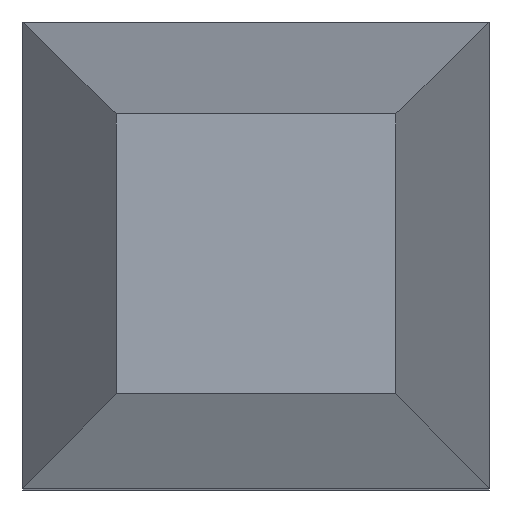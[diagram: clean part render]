
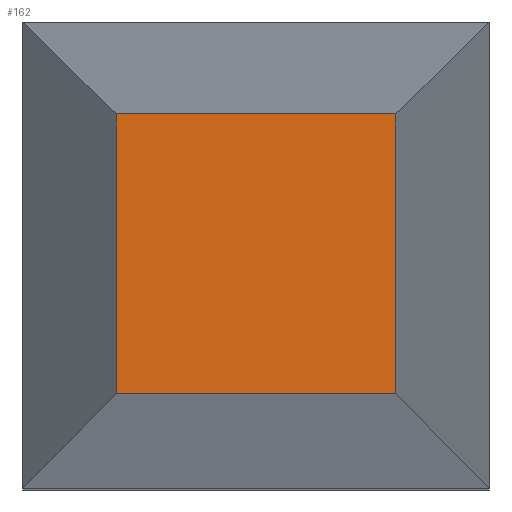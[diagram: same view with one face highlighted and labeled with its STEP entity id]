
A CAD part, top view. The second image highlights one B-rep face of the part: STEP entity #162.
In plain terms, the highlighted planar face has unit normal (0, 0, 1).
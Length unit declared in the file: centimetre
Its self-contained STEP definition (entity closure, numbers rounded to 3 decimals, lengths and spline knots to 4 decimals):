
#20=FACE_OUTER_BOUND('',#30,.T.);
#30=EDGE_LOOP('',(#127,#128,#129,#130));
#47=LINE('',#262,#67);
#48=LINE('',#264,#68);
#49=LINE('',#266,#69);
#50=LINE('',#267,#70);
#67=VECTOR('',#217,1.);
#68=VECTOR('',#218,1.);
#69=VECTOR('',#219,1.);
#70=VECTOR('',#220,1.);
#83=VERTEX_POINT('',#260);
#84=VERTEX_POINT('',#261);
#85=VERTEX_POINT('',#263);
#86=VERTEX_POINT('',#265);
#99=EDGE_CURVE('',#83,#84,#47,.T.);
#100=EDGE_CURVE('',#85,#83,#48,.T.);
#101=EDGE_CURVE('',#86,#85,#49,.T.);
#102=EDGE_CURVE('',#84,#86,#50,.T.);
#127=ORIENTED_EDGE('',*,*,#99,.F.);
#128=ORIENTED_EDGE('',*,*,#100,.F.);
#129=ORIENTED_EDGE('',*,*,#101,.F.);
#130=ORIENTED_EDGE('',*,*,#102,.F.);
#152=PLANE('',#186);
#162=ADVANCED_FACE('',(#20),#152,.T.);
#186=AXIS2_PLACEMENT_3D('',#259,#215,#216);
#215=DIRECTION('center_axis',(0.,0.,1.));
#216=DIRECTION('ref_axis',(1.,0.,0.));
#217=DIRECTION('',(-1.,0.,0.));
#218=DIRECTION('',(0.,-1.,0.));
#219=DIRECTION('',(1.,0.,0.));
#220=DIRECTION('',(0.,1.,0.));
#259=CARTESIAN_POINT('Origin',(0.75,0.75,0.));
#260=CARTESIAN_POINT('',(1.5,0.,0.));
#261=CARTESIAN_POINT('',(0.,0.,0.));
#262=CARTESIAN_POINT('',(1.5,0.,0.));
#263=CARTESIAN_POINT('',(1.5,1.5,0.));
#264=CARTESIAN_POINT('',(1.5,1.5,0.));
#265=CARTESIAN_POINT('',(0.,1.5,0.));
#266=CARTESIAN_POINT('',(0.,1.5,0.));
#267=CARTESIAN_POINT('',(0.,0.,0.));
